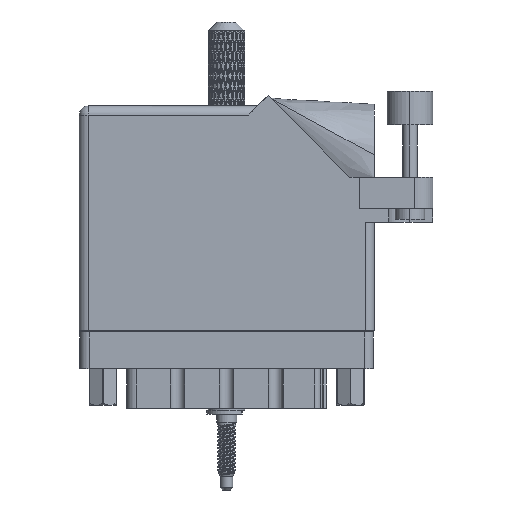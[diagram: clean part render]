
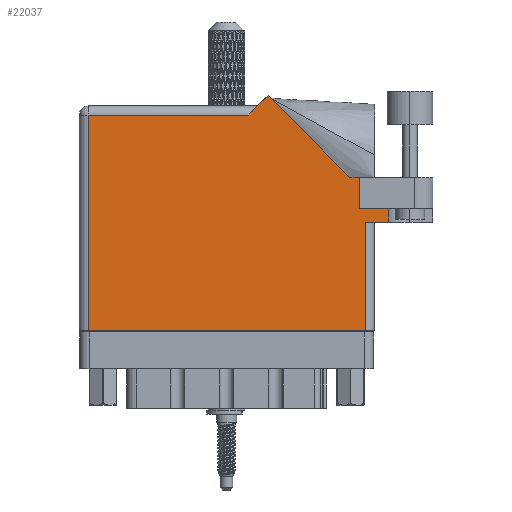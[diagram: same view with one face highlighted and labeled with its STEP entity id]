
A CAD part, front view. The second image highlights one B-rep face of the part: STEP entity #22037.
In plain terms, the highlighted face is planar.
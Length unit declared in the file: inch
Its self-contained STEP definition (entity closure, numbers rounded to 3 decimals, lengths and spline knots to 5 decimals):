
#1693 = PLANE ( 'NONE',  #38887 ) ;
#2366 = EDGE_CURVE ( 'NONE', #115699, #87885, #93263, .T. ) ;
#4259 = VERTEX_POINT ( 'NONE', #71005 ) ;
#4988 = LINE ( 'NONE', #35167, #70720 ) ;
#5812 = CARTESIAN_POINT ( 'NONE',  ( 2.1115, 0.737, 0. ) ) ;
#5906 = DIRECTION ( 'NONE',  ( 0., -1., 0. ) ) ;
#6117 = ORIENTED_EDGE ( 'NONE', *, *, #86930, .T. ) ;
#8497 = CARTESIAN_POINT ( 'NONE',  ( 1.217, 1.53, 0. ) ) ;
#8895 = DIRECTION ( 'NONE',  ( 0., 1., 0. ) ) ;
#9226 = CARTESIAN_POINT ( 'NONE',  ( 2.41, 1.044, 0. ) ) ;
#9728 = CARTESIAN_POINT ( 'NONE',  ( 1.91, 0.831, 0. ) ) ;
#11851 = EDGE_LOOP ( 'NONE', ( #99122, #70564, #89758, #72037, #42368, #51220, #95864, #68128, #66593, #91287, #6117 ) ) ;
#12110 = VECTOR ( 'NONE', #5906, 39.37008 ) ;
#12173 = DIRECTION ( 'NONE',  ( 1., 0., 0. ) ) ;
#13602 = EDGE_CURVE ( 'NONE', #115266, #88038, #16639, .T. ) ;
#13705 = VERTEX_POINT ( 'NONE', #57486 ) ;
#14672 = CARTESIAN_POINT ( 'NONE',  ( 1.28771, 1.60071, 0. ) ) ;
#14862 = CARTESIAN_POINT ( 'NONE',  ( 2.1115, 1.16177, 0. ) ) ;
#16639 = LINE ( 'NONE', #65348, #95179 ) ;
#17354 = LINE ( 'NONE', #107454, #93049 ) ;
#20439 = VECTOR ( 'NONE', #36534, 39.37008 ) ;
#21560 = DIRECTION ( 'NONE',  ( -0.707, 0.707, 0. ) ) ;
#22037 = ADVANCED_FACE ( 'NONE', ( #65049 ), #1693, .F. ) ;
#22658 = CARTESIAN_POINT ( 'NONE',  ( 0., 1.468, 0. ) ) ;
#22773 = LINE ( 'NONE', #114595, #47947 ) ;
#23813 = DIRECTION ( 'NONE',  ( 0., -1., 0. ) ) ;
#25322 = VECTOR ( 'NONE', #62856, 39.37008 ) ;
#25606 = EDGE_CURVE ( 'NONE', #53366, #115699, #96760, .T. ) ;
#28528 = VECTOR ( 'NONE', #35734, 39.37008 ) ;
#28822 = CARTESIAN_POINT ( 'NONE',  ( 1.948, 0.737, 0. ) ) ;
#29463 = EDGE_CURVE ( 'NONE', #113125, #107328, #73671, .T. ) ;
#29747 = VERTEX_POINT ( 'NONE', #70911 ) ;
#35167 = CARTESIAN_POINT ( 'NONE',  ( 0.062, 0., 0. ) ) ;
#35734 = DIRECTION ( 'NONE',  ( -1., 0., 0. ) ) ;
#35772 = CARTESIAN_POINT ( 'NONE',  ( 1.948, 0., 0. ) ) ;
#36534 = DIRECTION ( 'NONE',  ( -0.707, -0.707, 0. ) ) ;
#37547 = DIRECTION ( 'NONE',  ( 0., 0., -1. ) ) ;
#38273 = CARTESIAN_POINT ( 'NONE',  ( 1.91, 0.831, 0. ) ) ;
#38887 = AXIS2_PLACEMENT_3D ( 'NONE', #54031, #37547, #46196 ) ;
#39109 = DIRECTION ( 'NONE',  ( -1., 0., 0. ) ) ;
#39323 = DIRECTION ( 'NONE',  ( 0., 1., 0. ) ) ;
#42368 = ORIENTED_EDGE ( 'NONE', *, *, #25606, .F. ) ;
#43671 = DIRECTION ( 'NONE',  ( 1., 0., 0. ) ) ;
#46196 = DIRECTION ( 'NONE',  ( -1., 0., 0. ) ) ;
#47947 = VECTOR ( 'NONE', #8895, 39.37008 ) ;
#49977 = VECTOR ( 'NONE', #21560, 39.37008 ) ;
#51220 = ORIENTED_EDGE ( 'NONE', *, *, #100744, .T. ) ;
#53366 = VERTEX_POINT ( 'NONE', #38273 ) ;
#54031 = CARTESIAN_POINT ( 'NONE',  ( 0., 1.53, 0. ) ) ;
#56859 = CARTESIAN_POINT ( 'NONE',  ( 2.1115, 0.831, 0. ) ) ;
#57486 = CARTESIAN_POINT ( 'NONE',  ( 1.84442, 1.044, 0. ) ) ;
#62856 = DIRECTION ( 'NONE',  ( 1., 0., 0. ) ) ;
#63501 = LINE ( 'NONE', #9226, #28528 ) ;
#63950 = LINE ( 'NONE', #110845, #49977 ) ;
#65049 = FACE_OUTER_BOUND ( 'NONE', #11851, .T. ) ;
#65348 = CARTESIAN_POINT ( 'NONE',  ( 0., 0., 0. ) ) ;
#66593 = ORIENTED_EDGE ( 'NONE', *, *, #29463, .T. ) ;
#67338 = LINE ( 'NONE', #28822, #95345 ) ;
#68128 = ORIENTED_EDGE ( 'NONE', *, *, #96487, .T. ) ;
#70564 = ORIENTED_EDGE ( 'NONE', *, *, #82411, .T. ) ;
#70720 = VECTOR ( 'NONE', #23813, 39.37008 ) ;
#70786 = CARTESIAN_POINT ( 'NONE',  ( 1.91, 1.044, 0. ) ) ;
#70911 = CARTESIAN_POINT ( 'NONE',  ( 0.062, 1.468, 0. ) ) ;
#71005 = CARTESIAN_POINT ( 'NONE',  ( 1.948, 0.737, 0. ) ) ;
#72037 = ORIENTED_EDGE ( 'NONE', *, *, #2366, .F. ) ;
#73671 = LINE ( 'NONE', #8497, #20439 ) ;
#79241 = EDGE_CURVE ( 'NONE', #4259, #87885, #17354, .T. ) ;
#82411 = EDGE_CURVE ( 'NONE', #88038, #4259, #67338, .T. ) ;
#83951 = CARTESIAN_POINT ( 'NONE',  ( 0.062, 0., 0. ) ) ;
#86930 = EDGE_CURVE ( 'NONE', #29747, #115266, #4988, .T. ) ;
#87885 = VERTEX_POINT ( 'NONE', #5812 ) ;
#88038 = VERTEX_POINT ( 'NONE', #35772 ) ;
#89758 = ORIENTED_EDGE ( 'NONE', *, *, #79241, .T. ) ;
#90018 = VERTEX_POINT ( 'NONE', #70786 ) ;
#91287 = ORIENTED_EDGE ( 'NONE', *, *, #114651, .T. ) ;
#93049 = VECTOR ( 'NONE', #43671, 39.37008 ) ;
#93263 = LINE ( 'NONE', #14862, #12110 ) ;
#95179 = VECTOR ( 'NONE', #12173, 39.37008 ) ;
#95345 = VECTOR ( 'NONE', #39323, 39.37008 ) ;
#95561 = LINE ( 'NONE', #22658, #112297 ) ;
#95864 = ORIENTED_EDGE ( 'NONE', *, *, #99086, .T. ) ;
#96487 = EDGE_CURVE ( 'NONE', #13705, #113125, #63950, .T. ) ;
#96760 = LINE ( 'NONE', #9728, #25322 ) ;
#99086 = EDGE_CURVE ( 'NONE', #90018, #13705, #63501, .T. ) ;
#99122 = ORIENTED_EDGE ( 'NONE', *, *, #13602, .T. ) ;
#100744 = EDGE_CURVE ( 'NONE', #53366, #90018, #22773, .T. ) ;
#102864 = CARTESIAN_POINT ( 'NONE',  ( 1.155, 1.468, 0. ) ) ;
#107328 = VERTEX_POINT ( 'NONE', #102864 ) ;
#107454 = CARTESIAN_POINT ( 'NONE',  ( 2.01, 0.737, 0. ) ) ;
#110845 = CARTESIAN_POINT ( 'NONE',  ( 1.84442, 1.044, 0. ) ) ;
#112297 = VECTOR ( 'NONE', #39109, 39.37008 ) ;
#113125 = VERTEX_POINT ( 'NONE', #14672 ) ;
#114595 = CARTESIAN_POINT ( 'NONE',  ( 1.91, 0.831, 0. ) ) ;
#114651 = EDGE_CURVE ( 'NONE', #107328, #29747, #95561, .T. ) ;
#115266 = VERTEX_POINT ( 'NONE', #83951 ) ;
#115699 = VERTEX_POINT ( 'NONE', #56859 ) ;
